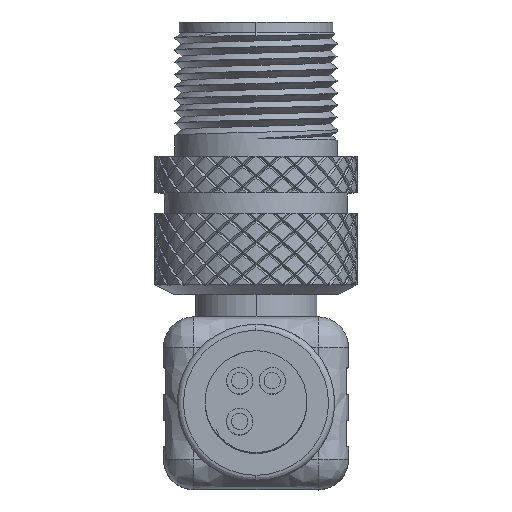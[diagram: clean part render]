
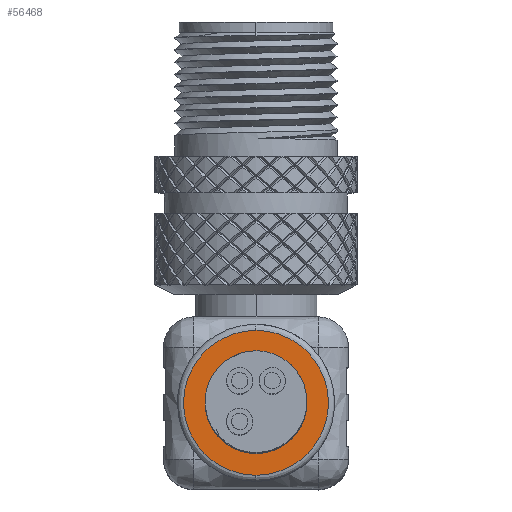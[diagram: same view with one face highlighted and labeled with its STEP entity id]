
A CAD part, top view. The second image highlights one B-rep face of the part: STEP entity #56468.
In plain terms, the highlighted free-form (B-spline) face has degree [1, 1] with [2, 2] control points.
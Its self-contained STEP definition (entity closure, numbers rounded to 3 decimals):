
#56402=CARTESIAN_POINT('',(0.,-7.915,20.));
#56403=VERTEX_POINT('',#56402);
#56411=CARTESIAN_POINT('',(0.,-0.795,20.));
#56412=VERTEX_POINT('',#56411);
#56419=CARTESIAN_POINT('',(0.,-0.795,20.));
#56420=CARTESIAN_POINT('',(3.56,-0.795,20.));
#56421=CARTESIAN_POINT('',(3.56,-4.355,20.));
#56422=CARTESIAN_POINT('',(3.56,-7.915,20.));
#56423=CARTESIAN_POINT('',(0.,-7.915,20.));
#56424=(BOUNDED_CURVE()B_SPLINE_CURVE(2,(#56419,#56420,#56421,#56422,#56423),.CIRCULAR_ARC.,.F.,.U.)B_SPLINE_CURVE_WITH_KNOTS((3,2,3),(0.,0.5,1.),.UNSPECIFIED.)CURVE()GEOMETRIC_REPRESENTATION_ITEM()RATIONAL_B_SPLINE_CURVE((1.,0.707,1.,0.707,1.))REPRESENTATION_ITEM(''));
#56425=EDGE_CURVE('',#56412,#56403,#56424,.T.);
#56430=CARTESIAN_POINT('',(-10.069,5.714,20.));
#56431=CARTESIAN_POINT('',(10.069,5.714,20.));
#56432=CARTESIAN_POINT('',(-10.069,-14.424,20.));
#56433=CARTESIAN_POINT('',(10.069,-14.424,20.));
#56434=B_SPLINE_SURFACE_WITH_KNOTS('',1,1,((#56430,#56431),(#56432,#56433)),.PLANE_SURF.,.F.,.F.,.U.,(2,2),(2,2),(0.,1.),(0.,1.),.UNSPECIFIED.);
#56435=CARTESIAN_POINT('',(0.,-0.795,20.));
#56436=CARTESIAN_POINT('',(-3.56,-0.795,20.));
#56437=CARTESIAN_POINT('',(-3.56,-4.355,20.));
#56438=CARTESIAN_POINT('',(-3.56,-7.915,20.));
#56439=CARTESIAN_POINT('',(0.,-7.915,20.));
#56440=(BOUNDED_CURVE()B_SPLINE_CURVE(2,(#56435,#56436,#56437,#56438,#56439),.CIRCULAR_ARC.,.F.,.U.)B_SPLINE_CURVE_WITH_KNOTS((3,2,3),(0.,0.5,1.),.UNSPECIFIED.)CURVE()GEOMETRIC_REPRESENTATION_ITEM()RATIONAL_B_SPLINE_CURVE((1.,0.707,1.,0.707,1.))REPRESENTATION_ITEM(''));
#56441=EDGE_CURVE('',#56412,#56403,#56440,.T.);
#56442=ORIENTED_EDGE('',*,*,#56441,.T.);
#56443=ORIENTED_EDGE('',*,*,#56425,.F.);
#56444=EDGE_LOOP('',(#56442,#56443));
#56445=FACE_OUTER_BOUND('',#56444,.T.);
#56446=CARTESIAN_POINT('',(0.,-6.85,20.));
#56447=VERTEX_POINT('',#56446);
#56448=CARTESIAN_POINT('',(0.,-1.85,20.));
#56449=VERTEX_POINT('',#56448);
#56450=CARTESIAN_POINT('',(0.,-6.85,20.));
#56451=CARTESIAN_POINT('',(-2.5,-6.85,20.));
#56452=CARTESIAN_POINT('',(-2.5,-4.35,20.));
#56453=CARTESIAN_POINT('',(-2.5,-1.85,20.));
#56454=CARTESIAN_POINT('',(0.,-1.85,20.));
#56455=(BOUNDED_CURVE()B_SPLINE_CURVE(2,(#56450,#56451,#56452,#56453,#56454),.CIRCULAR_ARC.,.F.,.U.)B_SPLINE_CURVE_WITH_KNOTS((3,2,3),(0.,0.5,1.),.UNSPECIFIED.)CURVE()GEOMETRIC_REPRESENTATION_ITEM()RATIONAL_B_SPLINE_CURVE((1.,0.707,1.,0.707,1.))REPRESENTATION_ITEM(''));
#56456=EDGE_CURVE('',#56447,#56449,#56455,.T.);
#56457=ORIENTED_EDGE('',*,*,#56456,.T.);
#56458=CARTESIAN_POINT('',(0.,-1.85,20.));
#56459=CARTESIAN_POINT('',(2.5,-1.85,20.));
#56460=CARTESIAN_POINT('',(2.5,-4.35,20.));
#56461=CARTESIAN_POINT('',(2.5,-6.85,20.));
#56462=CARTESIAN_POINT('',(0.,-6.85,20.));
#56463=(BOUNDED_CURVE()B_SPLINE_CURVE(2,(#56458,#56459,#56460,#56461,#56462),.CIRCULAR_ARC.,.F.,.U.)B_SPLINE_CURVE_WITH_KNOTS((3,2,3),(0.,0.5,1.),.UNSPECIFIED.)CURVE()GEOMETRIC_REPRESENTATION_ITEM()RATIONAL_B_SPLINE_CURVE((1.,0.707,1.,0.707,1.))REPRESENTATION_ITEM(''));
#56464=EDGE_CURVE('',#56449,#56447,#56463,.T.);
#56465=ORIENTED_EDGE('',*,*,#56464,.T.);
#56466=EDGE_LOOP('',(#56457,#56465));
#56467=FACE_BOUND('',#56466,.T.);
#56468=ADVANCED_FACE('',(#56445,#56467),#56434,.T.);
